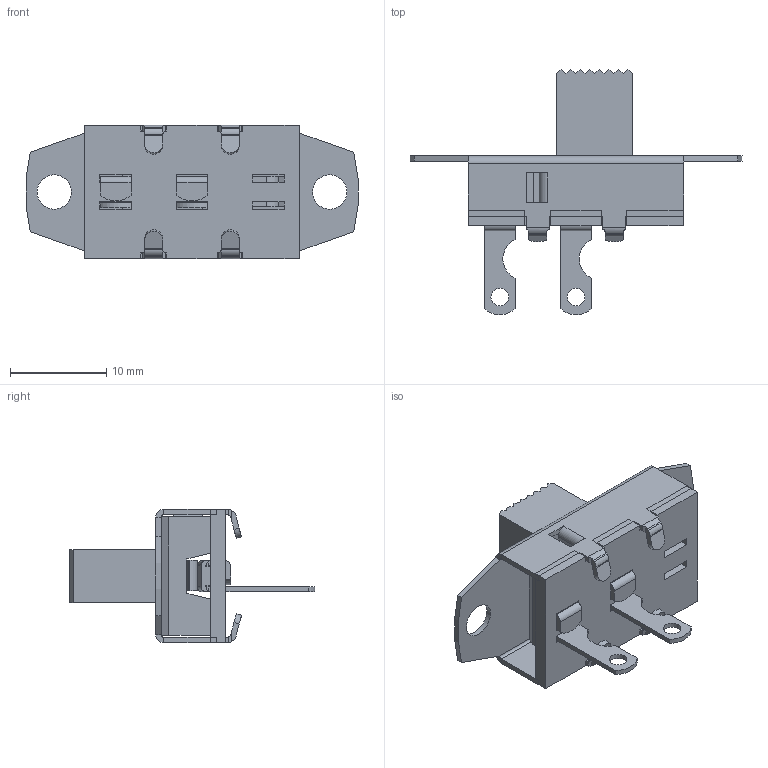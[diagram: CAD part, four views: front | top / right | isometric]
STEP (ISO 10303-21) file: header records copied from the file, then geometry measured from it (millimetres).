
FILE_DESCRIPTION((''),'2;1');
FILE_NAME('G-331-0000_3D MODEL.stp','2016-04-18T15:31:19',('dwiltbank'),(''),'Autodesk Inventor 2011','Autodesk Inventor 2011','');
FILE_SCHEMA(('AUTOMOTIVE_DESIGN { 1 0 10303 214 1 1 1 1 }'));
Length unit declared in the file: inch
Products named in the file (1): G-331-0000_Shrinkwrap_1
Bounding box: 34.43 x 25.43 x 13.84 mm (x, y, z)
Surface area: 3651.8 mm2 (no closed solid volume)
Topology: 0 solids, 7 shells, 371 faces, 997 edges, 638 vertices
Faces by surface type: plane 281, cylinder 82, sphere 4, bspline 4
Full cylindrical faces by diameter (mm): 1.397 x2, 1.727 x2, 1.829 x2, 3.556 x2
Entity records: 11968 total; most frequent: CARTESIAN_POINT 2079, ORIENTED_EDGE 1970, DIRECTION 1933, EDGE_CURVE 985, VECTOR 757, LINE 757, VERTEX_POINT 638, AXIS2_PLACEMENT_3D 588
